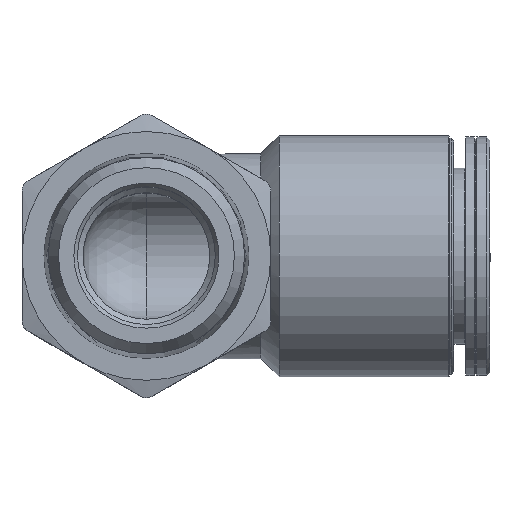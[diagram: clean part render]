
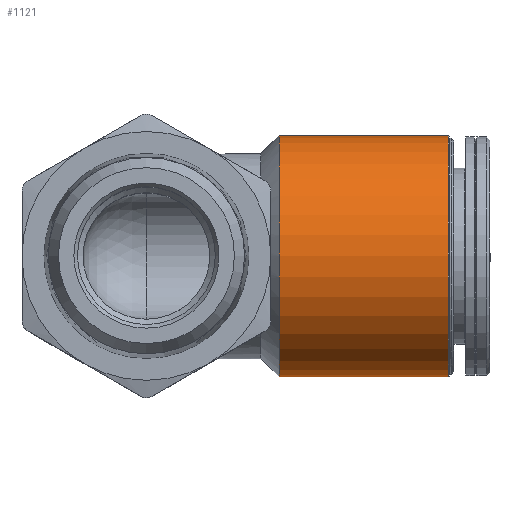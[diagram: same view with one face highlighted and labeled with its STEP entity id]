
A CAD part, top view. The second image highlights one B-rep face of the part: STEP entity #1121.
In plain terms, the highlighted cylindrical face has radius 10 mm (diameter 20 mm), a full revolution.
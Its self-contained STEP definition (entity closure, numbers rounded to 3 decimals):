
#266=ORIENTED_EDGE('',*,*,#587,.F.);
#267=ORIENTED_EDGE('',*,*,#588,.T.);
#587=EDGE_CURVE('',#747,#747,#820,.T.);
#588=EDGE_CURVE('',#748,#748,#821,.T.);
#747=VERTEX_POINT('',#1846);
#748=VERTEX_POINT('',#1848);
#820=CIRCLE('',#1221,10.);
#821=CIRCLE('',#1222,10.);
#880=EDGE_LOOP('',(#266));
#881=EDGE_LOOP('',(#267));
#987=FACE_BOUND('',#880,.T.);
#988=FACE_BOUND('',#881,.T.);
#1089=CYLINDRICAL_SURFACE('',#1220,10.);
#1121=ADVANCED_FACE('',(#987,#988),#1089,.T.);
#1220=AXIS2_PLACEMENT_3D('',#1844,#1386,#1387);
#1221=AXIS2_PLACEMENT_3D('',#1845,#1388,#1389);
#1222=AXIS2_PLACEMENT_3D('',#1847,#1390,#1391);
#1386=DIRECTION('',(-1.,0.,0.));
#1387=DIRECTION('',(0.,0.,1.));
#1388=DIRECTION('',(-1.,0.,0.));
#1389=DIRECTION('',(0.,0.,1.));
#1390=DIRECTION('',(-1.,0.,0.));
#1391=DIRECTION('',(0.,0.,1.));
#1844=CARTESIAN_POINT('',(-2.5,0.,-19.5));
#1845=CARTESIAN_POINT('',(11.,0.,-19.5));
#1846=CARTESIAN_POINT('',(11.,0.,-9.5));
#1847=CARTESIAN_POINT('',(25.029,0.,-19.5));
#1848=CARTESIAN_POINT('',(25.029,0.,-9.5));
